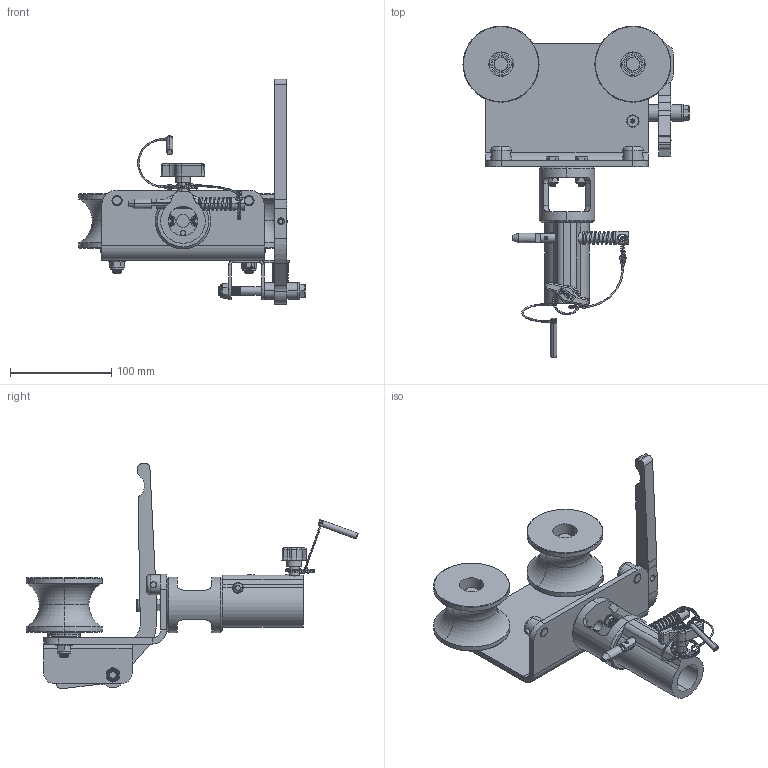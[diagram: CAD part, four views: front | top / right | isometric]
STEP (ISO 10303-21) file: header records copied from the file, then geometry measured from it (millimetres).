
FILE_DESCRIPTION (( 'STEP AP203' ), '1' );
FILE_NAME ('G1645.STEP', '2018-09-27T14:17:27', ( '' ), ( '' ), 'SwSTEP 2.0', 'SolidWorks 2016', '' );
FILE_SCHEMA (( 'CONFIG_CONTROL_DESIGN' ));
Length unit declared in the file: millimetre
Products named in the file (41): TH2941; TH2942; TH1282; TH3792; S1181; B Washer_Bright washer BS 4320 - M6 (Form B); S3603; S1181-2; G1645; Hex Screw GradeC_Doughty Fastners_ISO 4018 - M6 x 12-WS; Socket Countersunk Head Screw_Doughty Fastners_ISO 10642 - M6 x 16 --- 16S; T84300; S3364; TH1684; TH2935; S1181-1_TH629-1 M10 Sword Body; S1181-3_TH631-1 32MM LG; Hex Screw GradeC_Doughty Fastners_ISO 4018 - M6 x 25-WS; TH3739; TH2933; TH1280_Down; Doughty Knob_S0168; TH3740; TH3825; SW3dPS-nyloc nut, st stl a2 iso_M6 NYLOC; S2605; A Washer_Bright washer BS 4320 - M8 (Form A); TH2934; Hex Bolt_ISO 4016 - M8 x 80 x 22-WS; ST40900 (T84300); S3348_COMPRESSED; TH2936; TH2940; TH1283; S2663; S1181-4; TH2932; SW3dPS-nyloc nut, st stl a2 iso_M8 NYLOC; F629; TH1281 ...
Assembly tree (57 placements, depth 4):
  G1645
    TH2940
    TH2941  x2
    TH3825  x2
      TH2936
        TH3739
        TH3740
        S3603  x2
      TH3792
    TH2942
    T84300
      TH1280_Down
        TH1281
        TH1282
        F629
      Doughty Knob_S0168
      S1181
        S1181-1_TH629-1 M10 Sword Body
        S1181-4
        S1181-2
        S1181-3_TH631-1 32MM LG
      S2605
      TH1684
        ST40900 (T84300)
        TH1283
      S2663  x2
    TH2935
      TH2932
        TH2934
        TH2933
      S3364
    S3348_COMPRESSED
    A Washer_Bright washer BS 4320 - M8 (Form A)  x6
    Hex Bolt_ISO 4016 - M8 x 65 x 22-WS  x2
    Hex Screw GradeC_Doughty Fastners_ISO 4018 - M6 x 25-WS  x2
    B Washer_Bright washer BS 4320 - M6 (Form B)  x2
    SW3dPS-nyloc nut, st stl a2 iso_M6 NYLOC  x4
    Hex Bolt_ISO 4016 - M8 x 80 x 22-WS
    Hex Screw GradeC_Doughty Fastners_ISO 4018 - M6 x 12-WS
    Socket Countersunk Head Screw_Doughty Fastners_ISO 10642 - M6 x 16 --- 16S
    SW3dPS-nyloc nut, st stl a2 iso_M8 NYLOC  x3
Bounding box: 222.78 x 327.16 x 222.1 mm (x, y, z)
Volume: 706059.6 mm3; surface area: 254819.2 mm2
Topology: 95 solids, 95 shells, 2126 faces, 5156 edges, 3217 vertices
Faces by surface type: cone 710, cylinder 683, plane 508, torus 121, sphere 64, bspline 40
Entity records: 56632 total; most frequent: CARTESIAN_POINT 17599, DIRECTION 7871, ORIENTED_EDGE 6816, EDGE_CURVE 3408, AXIS2_PLACEMENT_3D 3203, VERTEX_POINT 2139, CIRCLE 1766, EDGE_LOOP 1523
